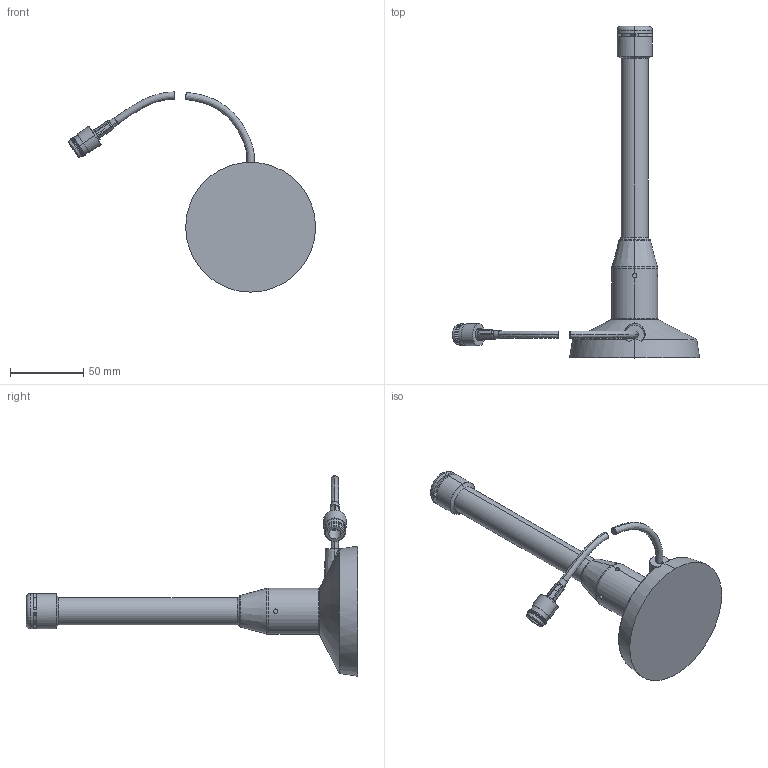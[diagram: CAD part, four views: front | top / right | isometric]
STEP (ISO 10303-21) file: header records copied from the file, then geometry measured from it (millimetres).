
FILE_DESCRIPTION (( 'STEP AP214' ), '1' );
FILE_NAME ('HG2404MGU-NF.STEP', '2013-05-13T21:21:40', ( '' ), ( '' ), 'SwSTEP 2.0', 'SolidWorks 2012', '' );
FILE_SCHEMA (( 'AUTOMOTIVE_DESIGN' ));
Length unit declared in the file: inch
Products named in the file (9): HG2404U; HMA3-XXXANF; ANF-1700; BAC524-MA3; BAC524-MA1; HEATSH-HEX_stepd_195Black; 8 Foot-195_Black; HMA3-XXXAYY_BASE; HG2404MGU-NF
Assembly tree (8 placements, depth 4):
  HG2404MGU-NF
    HMA3-XXXANF
      HMA3-XXXAYY_BASE
      8 Foot-195_Black
      HEATSH-HEX_stepd_195Black
      ANF-1700
        BAC524-MA1
        BAC524-MA3
    HG2404U
Bounding box: 169.14 x 227.05 x 137.08 mm (x, y, z)
Volume: 201489.8 mm3; surface area: 39779 mm2
Topology: 7 solids, 7 shells, 354 faces, 797 edges, 480 vertices
Faces by surface type: plane 118, cylinder 111, cone 99, torus 13, bspline 7, sphere 6
Entity records: 13295 total; most frequent: CARTESIAN_POINT 3006, DIRECTION 1789, ORIENTED_EDGE 1578, EDGE_CURVE 789, AXIS2_PLACEMENT_3D 711, VERTEX_POINT 478, EDGE_LOOP 389, LINE 367
